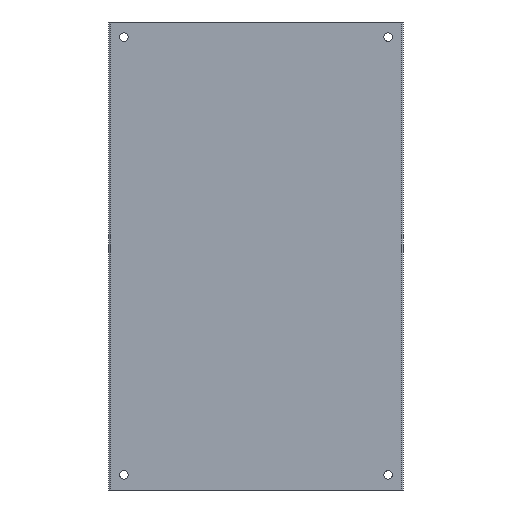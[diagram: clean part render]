
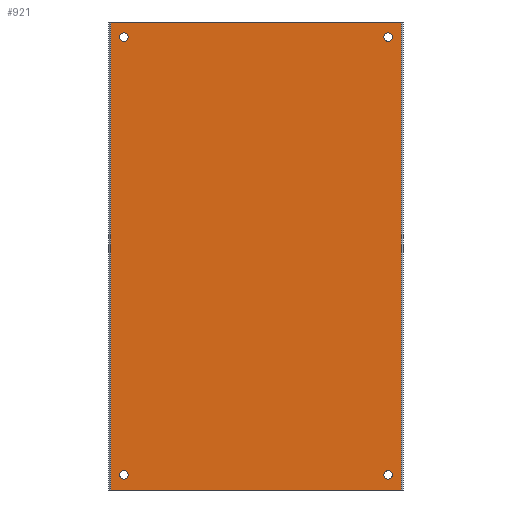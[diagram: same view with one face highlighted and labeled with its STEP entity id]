
A CAD part, front view. The second image highlights one B-rep face of the part: STEP entity #921.
In plain terms, the highlighted planar face has unit normal (0, -1, 0).
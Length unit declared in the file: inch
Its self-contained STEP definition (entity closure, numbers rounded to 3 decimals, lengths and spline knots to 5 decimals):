
#12 = DIRECTION ( 'NONE',  ( 0., 0., 1. ) ) ;
#26 = AXIS2_PLACEMENT_3D ( 'NONE', #384, #459, #12 ) ;
#43 = ORIENTED_EDGE ( 'NONE', *, *, #909, .T. ) ;
#88 = CARTESIAN_POINT ( 'NONE',  ( 8.375, 0., -13.5 ) ) ;
#90 = FACE_BOUND ( 'NONE', #661, .T. ) ;
#97 = CIRCLE ( 'NONE', #843, 0.25 ) ;
#105 = VECTOR ( 'NONE', #855, 39.37008 ) ;
#126 = EDGE_CURVE ( 'NONE', #294, #294, #421, .T. ) ;
#129 = ORIENTED_EDGE ( 'NONE', *, *, #240, .T. ) ;
#134 = VERTEX_POINT ( 'NONE', #216 ) ;
#141 = CARTESIAN_POINT ( 'NONE',  ( 7.625, 0., 12.625 ) ) ;
#148 = DIRECTION ( 'NONE',  ( 0., 1., 0. ) ) ;
#163 = DIRECTION ( 'NONE',  ( 0., 0., 1. ) ) ;
#167 = LINE ( 'NONE', #88, #465 ) ;
#181 = VERTEX_POINT ( 'NONE', #191 ) ;
#191 = CARTESIAN_POINT ( 'NONE',  ( -7.625, 0., -12.375 ) ) ;
#216 = CARTESIAN_POINT ( 'NONE',  ( 8.375, 0., -13.5 ) ) ;
#227 = DIRECTION ( 'NONE',  ( -1., 0., 0. ) ) ;
#228 = VERTEX_POINT ( 'NONE', #583 ) ;
#240 = EDGE_CURVE ( 'NONE', #181, #181, #97, .T. ) ;
#245 = FACE_BOUND ( 'NONE', #273, .T. ) ;
#259 = CARTESIAN_POINT ( 'NONE',  ( -8.5, 0., -13.5 ) ) ;
#273 = EDGE_LOOP ( 'NONE', ( #769 ) ) ;
#294 = VERTEX_POINT ( 'NONE', #378 ) ;
#297 = LINE ( 'NONE', #495, #105 ) ;
#308 = DIRECTION ( 'NONE',  ( 0., 0., -1. ) ) ;
#310 = ORIENTED_EDGE ( 'NONE', *, *, #679, .T. ) ;
#323 = CARTESIAN_POINT ( 'NONE',  ( -7.625, 0., 12.875 ) ) ;
#325 = ORIENTED_EDGE ( 'NONE', *, *, #694, .T. ) ;
#326 = VERTEX_POINT ( 'NONE', #533 ) ;
#368 = AXIS2_PLACEMENT_3D ( 'NONE', #141, #148, #638 ) ;
#378 = CARTESIAN_POINT ( 'NONE',  ( 7.625, 0., 12.875 ) ) ;
#379 = FACE_OUTER_BOUND ( 'NONE', #794, .T. ) ;
#384 = CARTESIAN_POINT ( 'NONE',  ( 7.625, 0., -12.625 ) ) ;
#389 = VERTEX_POINT ( 'NONE', #397 ) ;
#390 = DIRECTION ( 'NONE',  ( 0., -1., 0. ) ) ;
#397 = CARTESIAN_POINT ( 'NONE',  ( -8.375, 0., 13.5 ) ) ;
#406 = LINE ( 'NONE', #499, #655 ) ;
#421 = CIRCLE ( 'NONE', #368, 0.25 ) ;
#428 = FACE_BOUND ( 'NONE', #759, .T. ) ;
#432 = VECTOR ( 'NONE', #900, 39.37008 ) ;
#444 = DIRECTION ( 'NONE',  ( 0., 0., 1. ) ) ;
#445 = VERTEX_POINT ( 'NONE', #455 ) ;
#446 = EDGE_CURVE ( 'NONE', #228, #134, #510, .T. ) ;
#455 = CARTESIAN_POINT ( 'NONE',  ( 7.625, 0., -12.375 ) ) ;
#459 = DIRECTION ( 'NONE',  ( 0., 1., 0. ) ) ;
#463 = ORIENTED_EDGE ( 'NONE', *, *, #446, .T. ) ;
#465 = VECTOR ( 'NONE', #521, 39.37008 ) ;
#495 = CARTESIAN_POINT ( 'NONE',  ( -8.375, 0., -13.5 ) ) ;
#499 = CARTESIAN_POINT ( 'NONE',  ( -8.5, 0., 13.5 ) ) ;
#510 = LINE ( 'NONE', #902, #432 ) ;
#521 = DIRECTION ( 'NONE',  ( 0., 0., 1. ) ) ;
#533 = CARTESIAN_POINT ( 'NONE',  ( 8.375, 0., 13.5 ) ) ;
#583 = CARTESIAN_POINT ( 'NONE',  ( -8.375, 0., -13.5 ) ) ;
#637 = CIRCLE ( 'NONE', #26, 0.25 ) ;
#638 = DIRECTION ( 'NONE',  ( 0., 0., 1. ) ) ;
#655 = VECTOR ( 'NONE', #227, 39.37008 ) ;
#658 = DIRECTION ( 'NONE',  ( 0., 1., 0. ) ) ;
#661 = EDGE_LOOP ( 'NONE', ( #129 ) ) ;
#679 = EDGE_CURVE ( 'NONE', #389, #228, #297, .T. ) ;
#694 = EDGE_CURVE ( 'NONE', #326, #389, #406, .T. ) ;
#719 = EDGE_CURVE ( 'NONE', #134, #326, #167, .T. ) ;
#743 = VERTEX_POINT ( 'NONE', #323 ) ;
#759 = EDGE_LOOP ( 'NONE', ( #43 ) ) ;
#761 = EDGE_CURVE ( 'NONE', #743, #743, #841, .T. ) ;
#769 = ORIENTED_EDGE ( 'NONE', *, *, #126, .T. ) ;
#773 = FACE_BOUND ( 'NONE', #807, .T. ) ;
#783 = DIRECTION ( 'NONE',  ( 0., 1., 0. ) ) ;
#792 = CARTESIAN_POINT ( 'NONE',  ( -7.625, 0., -12.625 ) ) ;
#794 = EDGE_LOOP ( 'NONE', ( #463, #806, #325, #310 ) ) ;
#800 = PLANE ( 'NONE',  #833 ) ;
#806 = ORIENTED_EDGE ( 'NONE', *, *, #719, .T. ) ;
#807 = EDGE_LOOP ( 'NONE', ( #839 ) ) ;
#833 = AXIS2_PLACEMENT_3D ( 'NONE', #259, #390, #308 ) ;
#839 = ORIENTED_EDGE ( 'NONE', *, *, #761, .T. ) ;
#841 = CIRCLE ( 'NONE', #910, 0.25 ) ;
#843 = AXIS2_PLACEMENT_3D ( 'NONE', #792, #658, #444 ) ;
#855 = DIRECTION ( 'NONE',  ( 0., 0., -1. ) ) ;
#872 = CARTESIAN_POINT ( 'NONE',  ( -7.625, 0., 12.625 ) ) ;
#900 = DIRECTION ( 'NONE',  ( 1., 0., 0. ) ) ;
#902 = CARTESIAN_POINT ( 'NONE',  ( -8.5, 0., -13.5 ) ) ;
#909 = EDGE_CURVE ( 'NONE', #445, #445, #637, .T. ) ;
#910 = AXIS2_PLACEMENT_3D ( 'NONE', #872, #783, #163 ) ;
#921 = ADVANCED_FACE ( 'NONE', ( #379, #245, #428, #90, #773 ), #800, .T. ) ;
